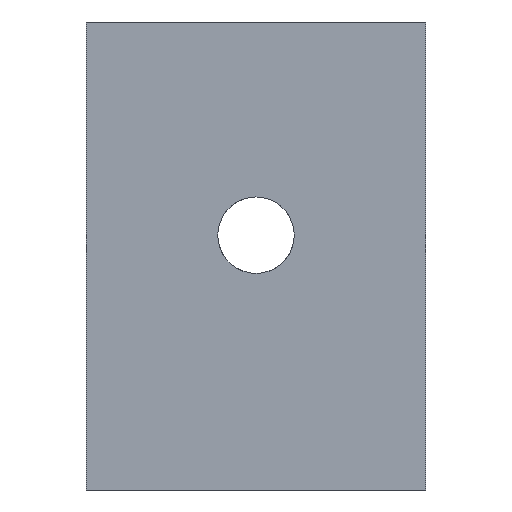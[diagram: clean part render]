
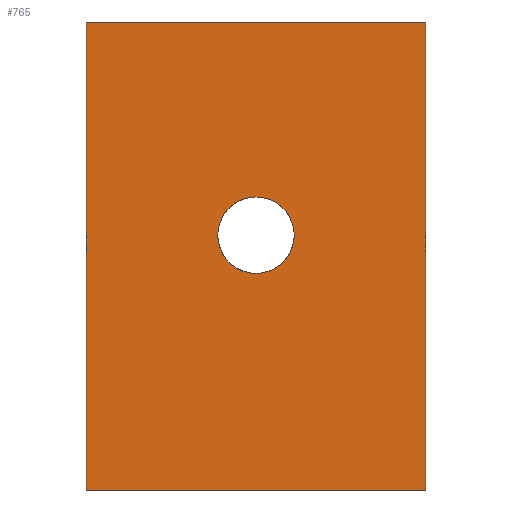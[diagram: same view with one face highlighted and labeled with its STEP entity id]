
A CAD part, front view. The second image highlights one B-rep face of the part: STEP entity #765.
In plain terms, the highlighted planar face has unit normal (0, -1, 0).
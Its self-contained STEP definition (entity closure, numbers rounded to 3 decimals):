
#30 = EDGE_CURVE ( 'NONE', #90, #507, #363, .T. ) ;
#36 = CIRCLE ( 'NONE', #107, 4.5 ) ;
#49 = CIRCLE ( 'NONE', #278, 4.5 ) ;
#50 = FACE_BOUND ( 'NONE', #138, .T. ) ;
#67 = EDGE_CURVE ( 'NONE', #378, #507, #485, .T. ) ;
#86 = ORIENTED_EDGE ( 'NONE', *, *, #67, .T. ) ;
#89 = ORIENTED_EDGE ( 'NONE', *, *, #634, .F. ) ;
#90 = VERTEX_POINT ( 'NONE', #258 ) ;
#94 = DIRECTION ( 'NONE',  ( 0., -1., 0. ) ) ;
#107 = AXIS2_PLACEMENT_3D ( 'NONE', #395, #756, #272 ) ;
#135 = VERTEX_POINT ( 'NONE', #561 ) ;
#138 = EDGE_LOOP ( 'NONE', ( #466, #364 ) ) ;
#161 = CARTESIAN_POINT ( 'NONE',  ( 20., 0., 30. ) ) ;
#167 = CARTESIAN_POINT ( 'NONE',  ( 40., 0., 0. ) ) ;
#180 = DIRECTION ( 'NONE',  ( 0., -1., 0. ) ) ;
#205 = DIRECTION ( 'NONE',  ( -1., 0., 0. ) ) ;
#211 = CARTESIAN_POINT ( 'NONE',  ( 40., 0., 55.1 ) ) ;
#258 = CARTESIAN_POINT ( 'NONE',  ( 0., 0., 0. ) ) ;
#263 = CARTESIAN_POINT ( 'NONE',  ( 0., 0., 0. ) ) ;
#272 = DIRECTION ( 'NONE',  ( 0., 0., -1. ) ) ;
#278 = AXIS2_PLACEMENT_3D ( 'NONE', #161, #94, #458 ) ;
#281 = ORIENTED_EDGE ( 'NONE', *, *, #30, .F. ) ;
#296 = CARTESIAN_POINT ( 'NONE',  ( 20., 0., 34.5 ) ) ;
#311 = VECTOR ( 'NONE', #552, 1000. ) ;
#356 = FACE_OUTER_BOUND ( 'NONE', #560, .T. ) ;
#363 = LINE ( 'NONE', #263, #311 ) ;
#364 = ORIENTED_EDGE ( 'NONE', *, *, #685, .F. ) ;
#378 = VERTEX_POINT ( 'NONE', #211 ) ;
#389 = CARTESIAN_POINT ( 'NONE',  ( 40., 0., 0. ) ) ;
#395 = CARTESIAN_POINT ( 'NONE',  ( 20., 0., 30. ) ) ;
#400 = DIRECTION ( 'NONE',  ( 0., 0., 1. ) ) ;
#412 = DIRECTION ( 'NONE',  ( 0., 0., -1. ) ) ;
#422 = CARTESIAN_POINT ( 'NONE',  ( 40., 0., 55.1 ) ) ;
#458 = DIRECTION ( 'NONE',  ( 0., 0., -1. ) ) ;
#466 = ORIENTED_EDGE ( 'NONE', *, *, #628, .F. ) ;
#484 = EDGE_CURVE ( 'NONE', #626, #378, #524, .T. ) ;
#485 = LINE ( 'NONE', #422, #568 ) ;
#507 = VERTEX_POINT ( 'NONE', #643 ) ;
#513 = LINE ( 'NONE', #517, #621 ) ;
#517 = CARTESIAN_POINT ( 'NONE',  ( 40., 0., 0. ) ) ;
#524 = LINE ( 'NONE', #167, #682 ) ;
#529 = AXIS2_PLACEMENT_3D ( 'NONE', #768, #180, #412 ) ;
#552 = DIRECTION ( 'NONE',  ( 0., 0., 1. ) ) ;
#560 = EDGE_LOOP ( 'NONE', ( #281, #89, #728, #86 ) ) ;
#561 = CARTESIAN_POINT ( 'NONE',  ( 20., 0., 25.5 ) ) ;
#568 = VECTOR ( 'NONE', #205, 1000. ) ;
#598 = VERTEX_POINT ( 'NONE', #296 ) ;
#621 = VECTOR ( 'NONE', #636, 1000. ) ;
#626 = VERTEX_POINT ( 'NONE', #389 ) ;
#628 = EDGE_CURVE ( 'NONE', #135, #598, #36, .T. ) ;
#634 = EDGE_CURVE ( 'NONE', #626, #90, #513, .T. ) ;
#636 = DIRECTION ( 'NONE',  ( -1., 0., 0. ) ) ;
#643 = CARTESIAN_POINT ( 'NONE',  ( 0., 0., 55.1 ) ) ;
#652 = PLANE ( 'NONE',  #529 ) ;
#682 = VECTOR ( 'NONE', #400, 1000. ) ;
#685 = EDGE_CURVE ( 'NONE', #598, #135, #49, .T. ) ;
#728 = ORIENTED_EDGE ( 'NONE', *, *, #484, .T. ) ;
#756 = DIRECTION ( 'NONE',  ( 0., -1., 0. ) ) ;
#765 = ADVANCED_FACE ( 'NONE', ( #50, #356 ), #652, .T. ) ;
#768 = CARTESIAN_POINT ( 'NONE',  ( 40., 0., 0. ) ) ;
